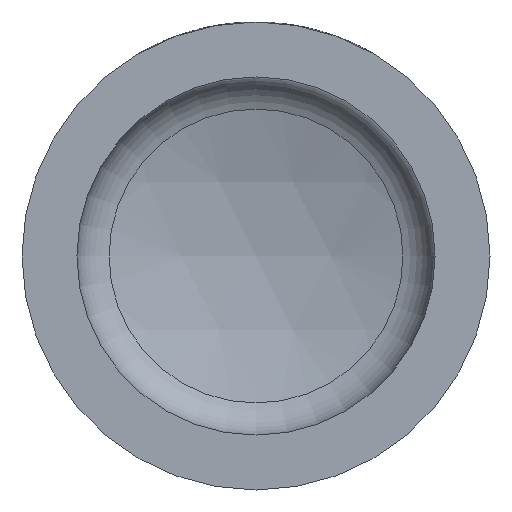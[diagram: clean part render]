
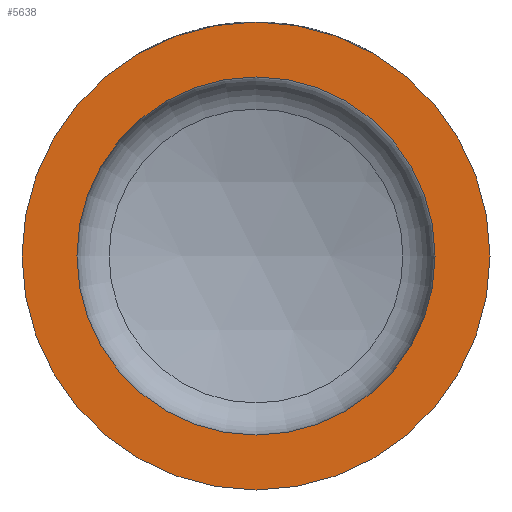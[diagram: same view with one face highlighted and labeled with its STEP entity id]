
A CAD part, front view. The second image highlights one B-rep face of the part: STEP entity #5638.
In plain terms, the highlighted planar face has unit normal (0, -1, 0).
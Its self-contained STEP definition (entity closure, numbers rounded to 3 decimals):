
#104 = DIRECTION ( 'NONE',  ( 0., 0., -1. ) ) ;
#701 = AXIS2_PLACEMENT_3D ( 'NONE', #9058, #11075, #6229 ) ;
#998 = PLANE ( 'NONE',  #4868 ) ;
#1053 = CARTESIAN_POINT ( 'NONE',  ( 0., 0., -8.15 ) ) ;
#2049 = CARTESIAN_POINT ( 'NONE',  ( 0., 0., -10.65 ) ) ;
#2466 = ORIENTED_EDGE ( 'NONE', *, *, #11977, .T. ) ;
#2808 = CIRCLE ( 'NONE', #701, 8.15 ) ;
#3202 = VERTEX_POINT ( 'NONE', #1053 ) ;
#3371 = VERTEX_POINT ( 'NONE', #2049 ) ;
#4535 = DIRECTION ( 'NONE',  ( 0., 0., -1. ) ) ;
#4612 = CARTESIAN_POINT ( 'NONE',  ( 0., 0., 0. ) ) ;
#4868 = AXIS2_PLACEMENT_3D ( 'NONE', #10656, #9662, #104 ) ;
#5638 = ADVANCED_FACE ( 'NONE', ( #12569, #5702 ), #998, .T. ) ;
#5668 = AXIS2_PLACEMENT_3D ( 'NONE', #4612, #8483, #4535 ) ;
#5702 = FACE_BOUND ( 'NONE', #9114, .T. ) ;
#6229 = DIRECTION ( 'NONE',  ( 0., 0., -1. ) ) ;
#6670 = EDGE_CURVE ( 'NONE', #3202, #3202, #2808, .T. ) ;
#6738 = ORIENTED_EDGE ( 'NONE', *, *, #6670, .F. ) ;
#7121 = EDGE_LOOP ( 'NONE', ( #2466 ) ) ;
#7789 = CIRCLE ( 'NONE', #5668, 10.65 ) ;
#8483 = DIRECTION ( 'NONE',  ( 0., -1., 0. ) ) ;
#9058 = CARTESIAN_POINT ( 'NONE',  ( 0., 0., 0. ) ) ;
#9114 = EDGE_LOOP ( 'NONE', ( #6738 ) ) ;
#9662 = DIRECTION ( 'NONE',  ( 0., -1., 0. ) ) ;
#10656 = CARTESIAN_POINT ( 'NONE',  ( 8.15, 0., 0. ) ) ;
#11075 = DIRECTION ( 'NONE',  ( 0., -1., 0. ) ) ;
#11977 = EDGE_CURVE ( 'NONE', #3371, #3371, #7789, .T. ) ;
#12569 = FACE_OUTER_BOUND ( 'NONE', #7121, .T. ) ;
